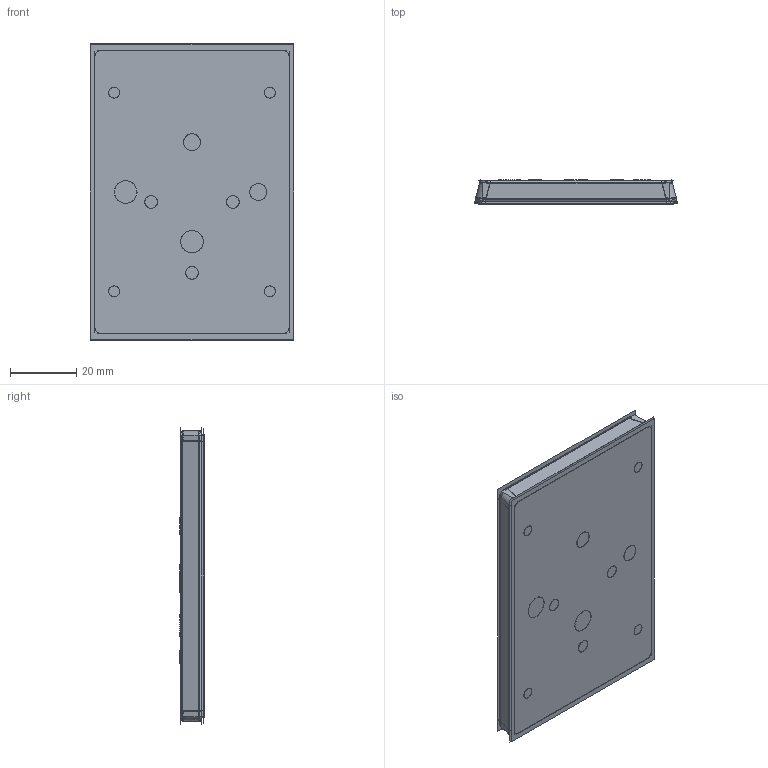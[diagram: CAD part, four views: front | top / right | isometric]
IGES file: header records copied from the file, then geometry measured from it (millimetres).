
Start section:  PTC IGES file: 192529.igs
Global section: file name: 192529.igs; native system: Creo Parametric by Parametric Technology Corporation; preprocessor: 2016010; author: PDMAdmin; organization: Unknown; date: 20160516.103933; units: millimetre
Bounding box: 61.46 x 7.28 x 89.44 mm (x, y, z)
Volume: 34403.3 mm3; surface area: 75420.1 mm2
Topology: 1 solids, 1 shells, 154 faces, 796 edges, 1024 vertices
Faces by surface type: revolution 108, bspline 46
